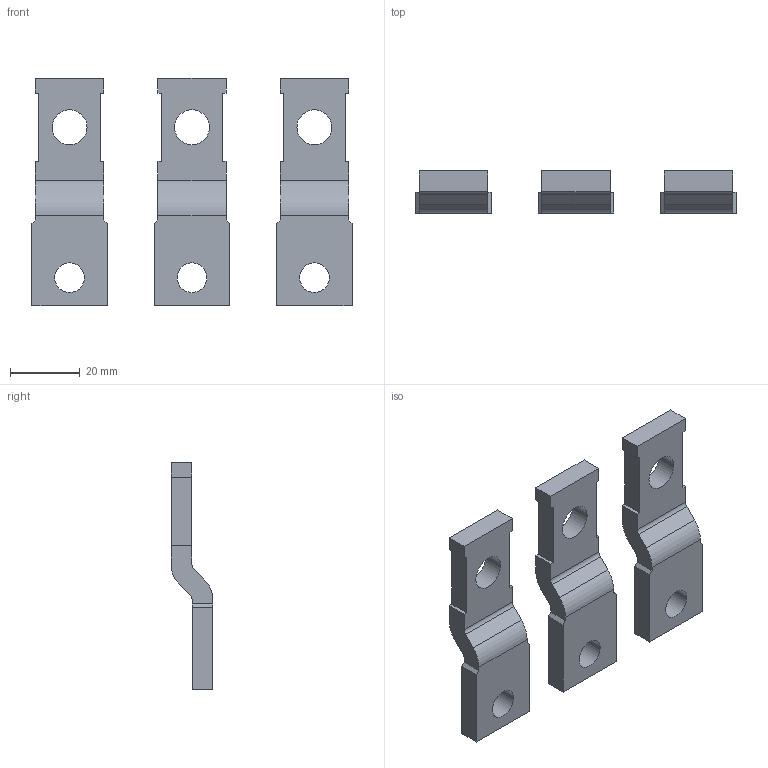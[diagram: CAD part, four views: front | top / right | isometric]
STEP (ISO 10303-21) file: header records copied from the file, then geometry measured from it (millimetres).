
FILE_DESCRIPTION(('CATIA V5 STEP Exchange'),'2;1');
FILE_NAME('1SDH001295R0554_1PA_001_00_XT4_3P_FIXED_EF_SUP.stp','2014-11-11T15:31:37+00:00',('none'),('none'),'CATIA Version 5 Release 20 SP 1 (IN-10)','CATIA V5 STEP AP214','none');
FILE_SCHEMA(('AUTOMOTIVE_DESIGN { 1 0 10303 214 1 1 1 1 }'));
Length unit declared in the file: millimetre
Products named in the file (1): 1SDH001295R0554_1PA_001_00_XT4_3P_FIXED_EF_SUP
Bounding box: 91.5 x 12 x 65 mm (x, y, z)
Volume: 21263.2 mm3; surface area: 11372.8 mm2
Topology: 3 solids, 3 shells, 90 faces, 252 edges, 168 vertices
Faces by surface type: plane 66, cylinder 24
Entity records: 2668 total; most frequent: ORIENTED_EDGE 504, CARTESIAN_POINT 466, DIRECTION 342, EDGE_CURVE 252, VECTOR 204, LINE 204, VERTEX_POINT 168, EDGE_LOOP 102
